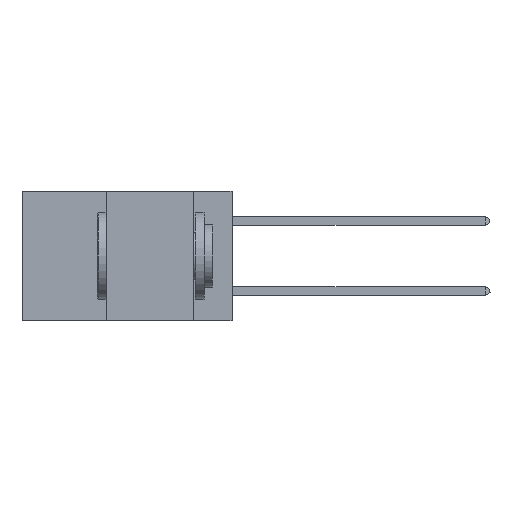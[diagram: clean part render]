
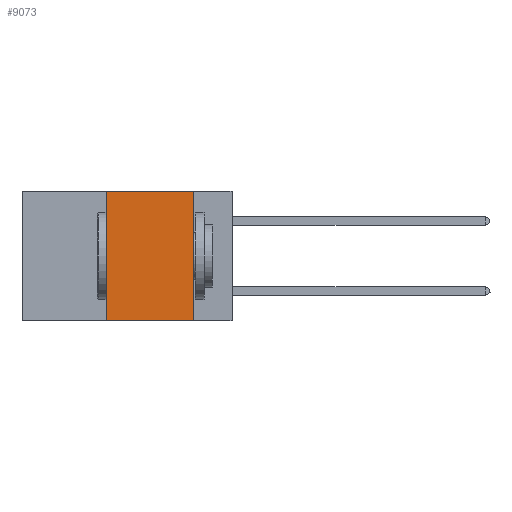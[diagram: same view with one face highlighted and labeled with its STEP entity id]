
A CAD part, left-side view. The second image highlights one B-rep face of the part: STEP entity #9073.
In plain terms, the highlighted planar face has unit normal (-1, 0, 0).
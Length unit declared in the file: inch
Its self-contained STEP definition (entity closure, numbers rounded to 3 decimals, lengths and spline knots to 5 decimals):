
#449 = DIRECTION ( 'NONE',  ( 0., 0., 1. ) ) ;
#3666 = LINE ( 'NONE', #17904, #7325 ) ;
#3928 = VERTEX_POINT ( 'NONE', #21636 ) ;
#5813 = VECTOR ( 'NONE', #18413, 39.37008 ) ;
#6630 = EDGE_CURVE ( 'NONE', #25202, #11346, #7152, .T. ) ;
#7152 = LINE ( 'NONE', #17035, #29021 ) ;
#7325 = VECTOR ( 'NONE', #12928, 39.37008 ) ;
#8577 = EDGE_LOOP ( 'NONE', ( #19154, #19016, #28681, #12826 ) ) ;
#9073 = ADVANCED_FACE ( 'NONE', ( #16276 ), #25108, .F. ) ;
#11078 = LINE ( 'NONE', #20861, #5813 ) ;
#11346 = VERTEX_POINT ( 'NONE', #30932 ) ;
#12395 = DIRECTION ( 'NONE',  ( 1., 0., 0. ) ) ;
#12640 = CARTESIAN_POINT ( 'NONE',  ( 0., 0.36, 0. ) ) ;
#12826 = ORIENTED_EDGE ( 'NONE', *, *, #6630, .T. ) ;
#12928 = DIRECTION ( 'NONE',  ( 0., 0., -1. ) ) ;
#13236 = EDGE_CURVE ( 'NONE', #3928, #11346, #3666, .T. ) ;
#16276 = FACE_OUTER_BOUND ( 'NONE', #8577, .T. ) ;
#16288 = VECTOR ( 'NONE', #449, 39.37008 ) ;
#16732 = VERTEX_POINT ( 'NONE', #12640 ) ;
#17035 = CARTESIAN_POINT ( 'NONE',  ( 0., 0.6, -0.37 ) ) ;
#17904 = CARTESIAN_POINT ( 'NONE',  ( 0., 0.11, 0. ) ) ;
#18413 = DIRECTION ( 'NONE',  ( 0., -1., 0. ) ) ;
#19016 = ORIENTED_EDGE ( 'NONE', *, *, #21164, .F. ) ;
#19154 = ORIENTED_EDGE ( 'NONE', *, *, #13236, .F. ) ;
#20861 = CARTESIAN_POINT ( 'NONE',  ( 0., 0.6, 0. ) ) ;
#21164 = EDGE_CURVE ( 'NONE', #16732, #3928, #11078, .T. ) ;
#21636 = CARTESIAN_POINT ( 'NONE',  ( 0., 0.11, 0. ) ) ;
#22769 = CARTESIAN_POINT ( 'NONE',  ( 0., 0.6, 0. ) ) ;
#23512 = CARTESIAN_POINT ( 'NONE',  ( 0., 0.36, 0. ) ) ;
#24872 = DIRECTION ( 'NONE',  ( 0., -1., 0. ) ) ;
#25108 = PLANE ( 'NONE',  #25838 ) ;
#25202 = VERTEX_POINT ( 'NONE', #32733 ) ;
#25838 = AXIS2_PLACEMENT_3D ( 'NONE', #22769, #12395, #30507 ) ;
#26178 = EDGE_CURVE ( 'NONE', #25202, #16732, #30080, .T. ) ;
#28681 = ORIENTED_EDGE ( 'NONE', *, *, #26178, .F. ) ;
#29021 = VECTOR ( 'NONE', #24872, 39.37008 ) ;
#30080 = LINE ( 'NONE', #23512, #16288 ) ;
#30507 = DIRECTION ( 'NONE',  ( 0., 0., -1. ) ) ;
#30932 = CARTESIAN_POINT ( 'NONE',  ( 0., 0.11, -0.37 ) ) ;
#32733 = CARTESIAN_POINT ( 'NONE',  ( 0., 0.36, -0.37 ) ) ;
